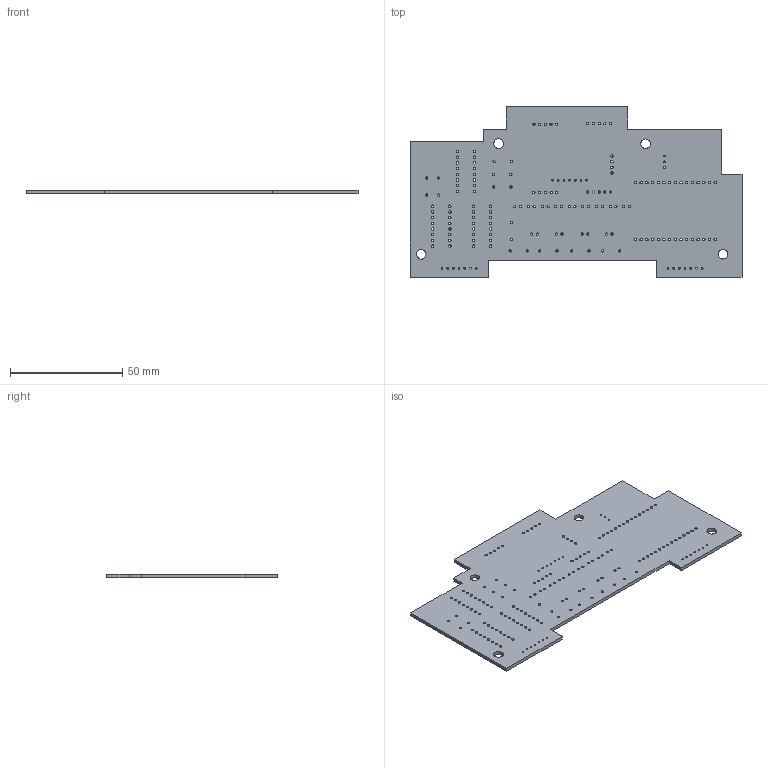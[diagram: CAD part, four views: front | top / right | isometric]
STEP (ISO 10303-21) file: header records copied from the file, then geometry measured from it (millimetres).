
FILE_DESCRIPTION(('KiCad electronic assembly'),'2;1');
FILE_NAME('Baja Dashboard Schematic Part 2.step','2024-04-20T23:53:40',( 'Pcbnew'),('Kicad'),'Open CASCADE STEP processor 7.7', 'KiCad to STEP converter','Unknown');
FILE_SCHEMA(('AUTOMOTIVE_DESIGN { 1 0 10303 214 1 1 1 1 }'));
Length unit declared in the file: millimetre
Products named in the file (2): Baja Dashboard Schematic Part 2 1; Baja Dashboard Schematic Part 2_PCB
Assembly tree (1 placements, depth 2):
  Baja Dashboard Schematic Part 2 1
    Baja Dashboard Schematic Part 2_PCB
Bounding box: 148 x 76 x 1.6 mm (x, y, z)
Volume: 14693.1 mm3; surface area: 20071 mm2
Topology: 1 solids, 1 shells, 194 faces, 576 edges, 384 vertices
Faces by surface type: cylinder 176, plane 18
Full cylindrical faces by diameter (mm): 0.762 x24, 1 x66, 1.1 x82, 4.3 x4
Entity records: 7453 total; most frequent: DIRECTION 1320, CARTESIAN_POINT 1156, ORIENTED_EDGE 1152, EDGE_CURVE 576, AXIS2_PLACEMENT_3D 548, FACE_BOUND 546, EDGE_LOOP 546, VERTEX_POINT 384
